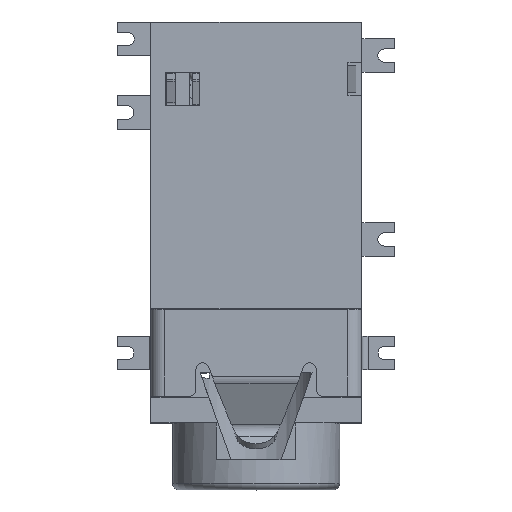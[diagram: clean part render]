
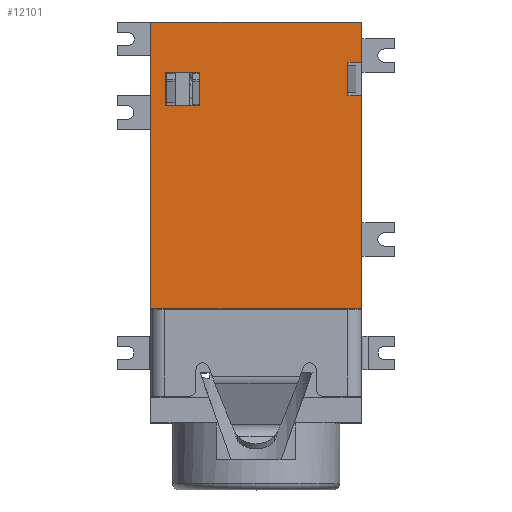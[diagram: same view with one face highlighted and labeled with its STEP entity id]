
A CAD part, top view. The second image highlights one B-rep face of the part: STEP entity #12101.
In plain terms, the highlighted planar face has unit normal (0, 0, 1).
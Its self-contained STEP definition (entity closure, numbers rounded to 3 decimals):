
#77=FACE_BOUND('',#1712,.T.);
#1088=FACE_OUTER_BOUND('',#1711,.T.);
#1711=EDGE_LOOP('',(#10480,#10481,#10482,#10483,#10484,#10485,#10486,#10487));
#1712=EDGE_LOOP('',(#10488,#10489,#10490,#10491));
#3203=LINE('',#21041,#4516);
#3251=LINE('',#21140,#4564);
#3273=LINE('',#21183,#4586);
#3274=LINE('',#21184,#4587);
#3275=LINE('',#21186,#4588);
#3276=LINE('',#21188,#4589);
#3277=LINE('',#21190,#4590);
#3278=LINE('',#21191,#4591);
#3279=LINE('',#21194,#4592);
#3280=LINE('',#21196,#4593);
#3281=LINE('',#21198,#4594);
#3282=LINE('',#21199,#4595);
#4516=VECTOR('',#15763,1000.);
#4564=VECTOR('',#15853,1000.);
#4586=VECTOR('',#15887,1000.);
#4587=VECTOR('',#15888,1000.);
#4588=VECTOR('',#15889,1000.);
#4589=VECTOR('',#15890,1000.);
#4590=VECTOR('',#15891,1000.);
#4591=VECTOR('',#15892,1000.);
#4592=VECTOR('',#15893,1000.);
#4593=VECTOR('',#15894,1000.);
#4594=VECTOR('',#15895,1000.);
#4595=VECTOR('',#15896,1000.);
#5798=VERTEX_POINT('',#21038);
#5799=VERTEX_POINT('',#21040);
#5829=VERTEX_POINT('',#21138);
#5843=VERTEX_POINT('',#21181);
#5844=VERTEX_POINT('',#21182);
#5845=VERTEX_POINT('',#21185);
#5846=VERTEX_POINT('',#21187);
#5847=VERTEX_POINT('',#21189);
#5848=VERTEX_POINT('',#21192);
#5849=VERTEX_POINT('',#21193);
#5850=VERTEX_POINT('',#21195);
#5851=VERTEX_POINT('',#21197);
#7389=EDGE_CURVE('',#5799,#5798,#3203,.T.);
#7440=EDGE_CURVE('',#5798,#5829,#3251,.T.);
#7462=EDGE_CURVE('',#5843,#5844,#3273,.T.);
#7463=EDGE_CURVE('',#5799,#5844,#3274,.T.);
#7464=EDGE_CURVE('',#5845,#5829,#3275,.T.);
#7465=EDGE_CURVE('',#5846,#5845,#3276,.T.);
#7466=EDGE_CURVE('',#5846,#5847,#3277,.T.);
#7467=EDGE_CURVE('',#5843,#5847,#3278,.T.);
#7468=EDGE_CURVE('',#5848,#5849,#3279,.T.);
#7469=EDGE_CURVE('',#5850,#5848,#3280,.T.);
#7470=EDGE_CURVE('',#5850,#5851,#3281,.T.);
#7471=EDGE_CURVE('',#5849,#5851,#3282,.T.);
#10480=ORIENTED_EDGE('',*,*,#7462,.T.);
#10481=ORIENTED_EDGE('',*,*,#7463,.F.);
#10482=ORIENTED_EDGE('',*,*,#7389,.T.);
#10483=ORIENTED_EDGE('',*,*,#7440,.T.);
#10484=ORIENTED_EDGE('',*,*,#7464,.F.);
#10485=ORIENTED_EDGE('',*,*,#7465,.F.);
#10486=ORIENTED_EDGE('',*,*,#7466,.T.);
#10487=ORIENTED_EDGE('',*,*,#7467,.F.);
#10488=ORIENTED_EDGE('',*,*,#7468,.F.);
#10489=ORIENTED_EDGE('',*,*,#7469,.F.);
#10490=ORIENTED_EDGE('',*,*,#7470,.T.);
#10491=ORIENTED_EDGE('',*,*,#7471,.F.);
#11509=PLANE('',#13058);
#12101=ADVANCED_FACE('',(#1088,#77),#11509,.F.);
#13058=AXIS2_PLACEMENT_3D('',#21180,#15885,#15886);
#15763=DIRECTION('',(-1.,0.,0.));
#15853=DIRECTION('',(0.,-1.,0.));
#15885=DIRECTION('center_axis',(0.,0.,
-1.));
#15886=DIRECTION('ref_axis',(1.,0.,0.));
#15887=DIRECTION('',(1.,0.,0.));
#15888=DIRECTION('',(0.,-1.,0.));
#15889=DIRECTION('',(-1.,0.,0.));
#15890=DIRECTION('',(0.,-1.,0.));
#15891=DIRECTION('',(-1.,0.,0.));
#15892=DIRECTION('',(0.,-1.,0.));
#15893=DIRECTION('',(0.,-1.,0.));
#15894=DIRECTION('',(-1.,0.,0.));
#15895=DIRECTION('',(0.,-1.,0.));
#15896=DIRECTION('',(1.,0.,0.));
#21038=CARTESIAN_POINT('',(-3.15,6.,4.5));
#21040=CARTESIAN_POINT('',(3.15,6.,4.5));
#21041=CARTESIAN_POINT('',(-3.15,6.,4.5));
#21138=CARTESIAN_POINT('',(-3.15,-2.58,4.5));
#21140=CARTESIAN_POINT('',(-3.15,-6.,4.5));
#21180=CARTESIAN_POINT('Origin',(-3.15,-6.,4.5));
#21181=CARTESIAN_POINT('',(2.75,4.8,4.5));
#21182=CARTESIAN_POINT('',(3.15,4.8,4.5));
#21183=CARTESIAN_POINT('',(2.75,4.8,4.5));
#21184=CARTESIAN_POINT('',(3.15,-6.,4.5));
#21185=CARTESIAN_POINT('',(3.15,-2.58,4.5));
#21186=CARTESIAN_POINT('',(-3.15,-2.58,4.5));
#21187=CARTESIAN_POINT('',(3.15,3.8,4.5));
#21188=CARTESIAN_POINT('',(3.15,-6.,4.5));
#21189=CARTESIAN_POINT('',(2.75,3.8,4.5));
#21190=CARTESIAN_POINT('',(2.75,3.8,4.5));
#21191=CARTESIAN_POINT('',(2.75,-6.,4.5));
#21192=CARTESIAN_POINT('',(-2.7,4.5,4.5));
#21193=CARTESIAN_POINT('',(-2.7,3.5,4.5));
#21194=CARTESIAN_POINT('',(-2.7,-6.,4.5));
#21195=CARTESIAN_POINT('',(-1.7,4.5,4.5));
#21196=CARTESIAN_POINT('',(-3.15,4.5,4.5));
#21197=CARTESIAN_POINT('',(-1.7,3.5,4.5));
#21198=CARTESIAN_POINT('',(-1.7,2.9,4.5));
#21199=CARTESIAN_POINT('',(-3.15,3.5,4.5));
